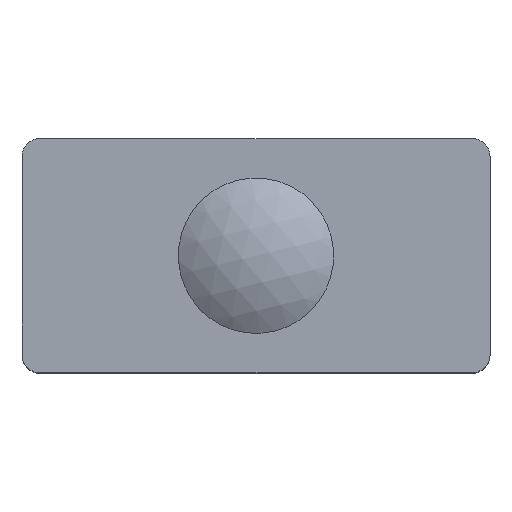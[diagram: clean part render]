
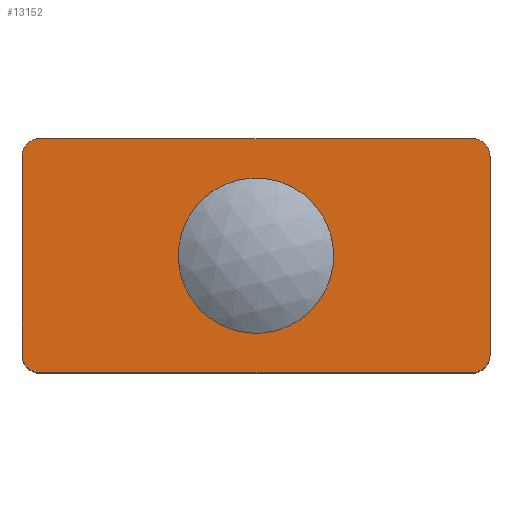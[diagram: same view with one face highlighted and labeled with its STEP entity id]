
A CAD part, top view. The second image highlights one B-rep face of the part: STEP entity #13152.
In plain terms, the highlighted planar face has unit normal (0, 0, 1).
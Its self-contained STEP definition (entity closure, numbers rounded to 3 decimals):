
#1191 = VERTEX_POINT ( 'NONE', #16707 ) ;
#1339 = DIRECTION ( 'NONE',  ( 1., 0., 0. ) ) ;
#1412 = CARTESIAN_POINT ( 'NONE',  ( 18.5, -10., 0. ) ) ;
#2713 = DIRECTION ( 'NONE',  ( 0., 0., 1. ) ) ;
#3018 = CARTESIAN_POINT ( 'NONE',  ( 18.5, 10., 0. ) ) ;
#3472 = DIRECTION ( 'NONE',  ( 0., 0., 1. ) ) ;
#4044 = AXIS2_PLACEMENT_3D ( 'NONE', #27247, #15159, #17738 ) ;
#4156 = CIRCLE ( 'NONE', #26828, 6.25 ) ;
#4362 = DIRECTION ( 'NONE',  ( 0., 0., 1. ) ) ;
#4683 = VERTEX_POINT ( 'NONE', #1412 ) ;
#5585 = ORIENTED_EDGE ( 'NONE', *, *, #28847, .T. ) ;
#5587 = FACE_OUTER_BOUND ( 'NONE', #20394, .T. ) ;
#5854 = DIRECTION ( 'NONE',  ( -1., 0., 0. ) ) ;
#5912 = CARTESIAN_POINT ( 'NONE',  ( 20., 10., 0. ) ) ;
#6579 = VERTEX_POINT ( 'NONE', #29427 ) ;
#6670 = CARTESIAN_POINT ( 'NONE',  ( -18.5, 10., 0. ) ) ;
#6759 = FACE_BOUND ( 'NONE', #23229, .T. ) ;
#6803 = VECTOR ( 'NONE', #13193, 1000. ) ;
#6847 = AXIS2_PLACEMENT_3D ( 'NONE', #14737, #27035, #12561 ) ;
#7099 = ORIENTED_EDGE ( 'NONE', *, *, #28192, .T. ) ;
#7171 = CARTESIAN_POINT ( 'NONE',  ( -18.5, 8.5, 0. ) ) ;
#7941 = EDGE_CURVE ( 'NONE', #4683, #1191, #27332, .T. ) ;
#8887 = VERTEX_POINT ( 'NONE', #17018 ) ;
#9051 = DIRECTION ( 'NONE',  ( 0., 0., 1. ) ) ;
#10399 = ORIENTED_EDGE ( 'NONE', *, *, #14565, .T. ) ;
#10750 = VERTEX_POINT ( 'NONE', #23437 ) ;
#10934 = VERTEX_POINT ( 'NONE', #23964 ) ;
#12561 = DIRECTION ( 'NONE',  ( 1., 0., 0. ) ) ;
#12689 = CIRCLE ( 'NONE', #29560, 1.5 ) ;
#13152 = ADVANCED_FACE ( 'NONE', ( #6759, #5587 ), #16380, .T. ) ;
#13193 = DIRECTION ( 'NONE',  ( 0., 1., 0. ) ) ;
#13408 = LINE ( 'NONE', #5912, #6803 ) ;
#13641 = CARTESIAN_POINT ( 'NONE',  ( -20., 10., 0. ) ) ;
#14117 = AXIS2_PLACEMENT_3D ( 'NONE', #7171, #4362, #21659 ) ;
#14127 = DIRECTION ( 'NONE',  ( 1., 0., 0. ) ) ;
#14565 = EDGE_CURVE ( 'NONE', #17309, #10750, #23328, .T. ) ;
#14737 = CARTESIAN_POINT ( 'NONE',  ( 18.5, 8.5, 0. ) ) ;
#15049 = DIRECTION ( 'NONE',  ( 1., 0., 0. ) ) ;
#15159 = DIRECTION ( 'NONE',  ( 0., 0., 1. ) ) ;
#15834 = LINE ( 'NONE', #16162, #28621 ) ;
#16162 = CARTESIAN_POINT ( 'NONE',  ( -20., -10., 0. ) ) ;
#16380 = PLANE ( 'NONE',  #20320 ) ;
#16707 = CARTESIAN_POINT ( 'NONE',  ( 20., -8.5, 0. ) ) ;
#17018 = CARTESIAN_POINT ( 'NONE',  ( -20., -8.5, 0. ) ) ;
#17309 = VERTEX_POINT ( 'NONE', #6670 ) ;
#17465 = CARTESIAN_POINT ( 'NONE',  ( 0., 0., 0. ) ) ;
#17738 = DIRECTION ( 'NONE',  ( 1., 0., 0. ) ) ;
#17994 = DIRECTION ( 'NONE',  ( 1., 0., 0. ) ) ;
#18850 = VERTEX_POINT ( 'NONE', #21181 ) ;
#20072 = VECTOR ( 'NONE', #5854, 1000. ) ;
#20320 = AXIS2_PLACEMENT_3D ( 'NONE', #23930, #9051, #14127 ) ;
#20342 = CARTESIAN_POINT ( 'NONE',  ( -18.5, -8.5, 0. ) ) ;
#20394 = EDGE_LOOP ( 'NONE', ( #30071, #24519, #5585, #30598, #21684, #7099, #23218, #10399 ) ) ;
#21181 = CARTESIAN_POINT ( 'NONE',  ( 6.25, 0., 0. ) ) ;
#21237 = LINE ( 'NONE', #13641, #20072 ) ;
#21264 = EDGE_CURVE ( 'NONE', #18850, #18850, #4156, .T. ) ;
#21655 = CIRCLE ( 'NONE', #6847, 1.5 ) ;
#21659 = DIRECTION ( 'NONE',  ( 1., 0., 0. ) ) ;
#21684 = ORIENTED_EDGE ( 'NONE', *, *, #22951, .T. ) ;
#21741 = EDGE_CURVE ( 'NONE', #8887, #6579, #12689, .T. ) ;
#22133 = ORIENTED_EDGE ( 'NONE', *, *, #21264, .F. ) ;
#22168 = EDGE_CURVE ( 'NONE', #10750, #8887, #29696, .T. ) ;
#22914 = VERTEX_POINT ( 'NONE', #3018 ) ;
#22951 = EDGE_CURVE ( 'NONE', #1191, #10934, #13408, .T. ) ;
#23218 = ORIENTED_EDGE ( 'NONE', *, *, #31178, .T. ) ;
#23229 = EDGE_LOOP ( 'NONE', ( #22133 ) ) ;
#23315 = CARTESIAN_POINT ( 'NONE',  ( -20., 10., 0. ) ) ;
#23328 = CIRCLE ( 'NONE', #14117, 1.5 ) ;
#23437 = CARTESIAN_POINT ( 'NONE',  ( -20., 8.5, 0. ) ) ;
#23930 = CARTESIAN_POINT ( 'NONE',  ( 0., 0., 0. ) ) ;
#23964 = CARTESIAN_POINT ( 'NONE',  ( 20., 8.5, 0. ) ) ;
#24519 = ORIENTED_EDGE ( 'NONE', *, *, #21741, .T. ) ;
#25890 = DIRECTION ( 'NONE',  ( 0., -1., 0. ) ) ;
#26565 = VECTOR ( 'NONE', #25890, 1000. ) ;
#26828 = AXIS2_PLACEMENT_3D ( 'NONE', #17465, #3472, #17994 ) ;
#27035 = DIRECTION ( 'NONE',  ( 0., 0., 1. ) ) ;
#27247 = CARTESIAN_POINT ( 'NONE',  ( 18.5, -8.5, 0. ) ) ;
#27332 = CIRCLE ( 'NONE', #4044, 1.5 ) ;
#28192 = EDGE_CURVE ( 'NONE', #10934, #22914, #21655, .T. ) ;
#28621 = VECTOR ( 'NONE', #1339, 1000. ) ;
#28847 = EDGE_CURVE ( 'NONE', #6579, #4683, #15834, .T. ) ;
#29427 = CARTESIAN_POINT ( 'NONE',  ( -18.5, -10., 0. ) ) ;
#29560 = AXIS2_PLACEMENT_3D ( 'NONE', #20342, #2713, #15049 ) ;
#29696 = LINE ( 'NONE', #23315, #26565 ) ;
#30071 = ORIENTED_EDGE ( 'NONE', *, *, #22168, .T. ) ;
#30598 = ORIENTED_EDGE ( 'NONE', *, *, #7941, .T. ) ;
#31178 = EDGE_CURVE ( 'NONE', #22914, #17309, #21237, .T. ) ;
